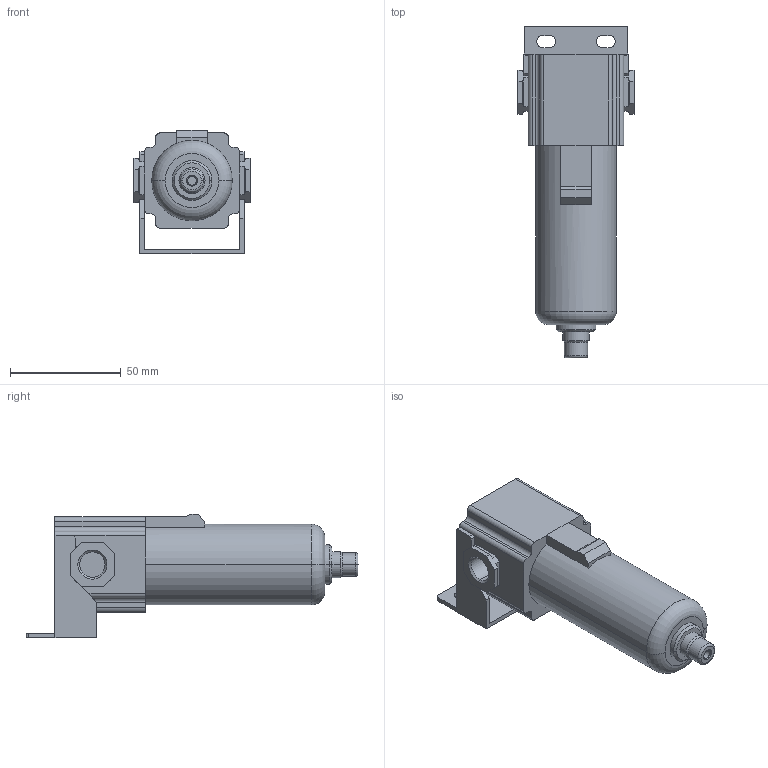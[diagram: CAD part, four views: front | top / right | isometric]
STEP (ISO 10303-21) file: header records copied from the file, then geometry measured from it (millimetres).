
FILE_DESCRIPTION (( 'STEP AP203' ), '1' );
FILE_NAME ('AF2-223-N.step', '2020-04-16T19:49:10', ( '' ), ( '' ), 'SwSTEP 2.0', 'SolidWorks 2019', '' );
FILE_SCHEMA (( 'CONFIG_CONTROL_DESIGN' ));
Length unit declared in the file: millimetre
Products named in the file (1): AF2-223-N
Bounding box: 52.5 x 150 x 55.67 mm (x, y, z)
Volume: 162538.9 mm3; surface area: 26433 mm2
Topology: 1 solids, 1 shells, 136 faces, 365 edges, 234 vertices
Faces by surface type: plane 90, cylinder 32, cone 10, torus 4
Entity records: 4312 total; most frequent: CARTESIAN_POINT 764, ORIENTED_EDGE 730, DIRECTION 713, EDGE_CURVE 365, LINE 283, VECTOR 283, VERTEX_POINT 234, AXIS2_PLACEMENT_3D 215
